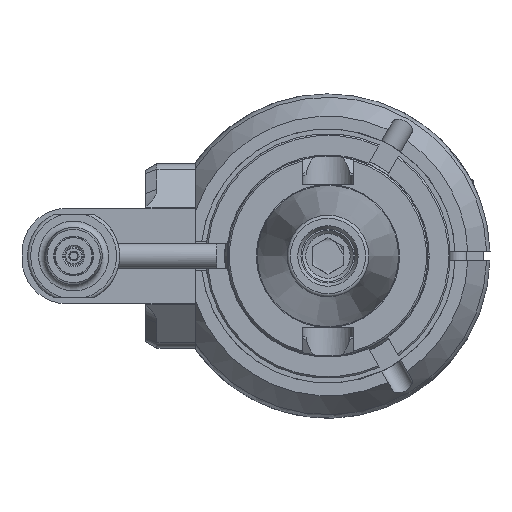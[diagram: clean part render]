
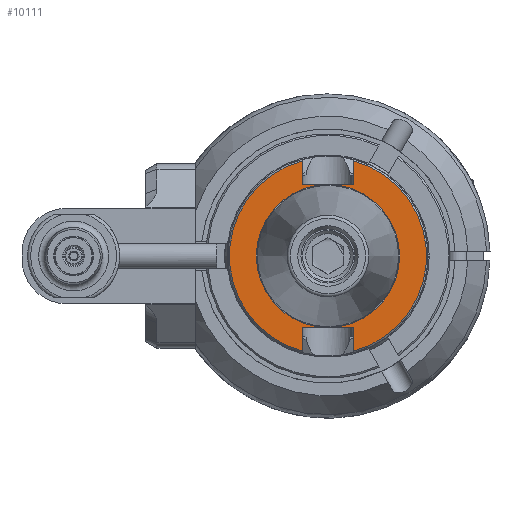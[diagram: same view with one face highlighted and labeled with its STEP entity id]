
A CAD part, left-side view. The second image highlights one B-rep face of the part: STEP entity #10111.
In plain terms, the highlighted face is planar.
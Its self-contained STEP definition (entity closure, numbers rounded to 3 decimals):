
#117=FACE_BOUND('',#1355,.T.);
#383=PLANE('',#10842);
#790=FACE_OUTER_BOUND('',#1354,.T.);
#1354=EDGE_LOOP('',(#7178,#7179,#7180,#7181,#7182,#7183,#7184,#7185));
#1355=EDGE_LOOP('',(#7186));
#1981=CIRCLE('',#10840,22.525);
#1983=CIRCLE('',#10843,31.);
#1984=CIRCLE('',#10844,31.);
#2577=LINE('',#15407,#3412);
#2578=LINE('',#15409,#3413);
#2579=LINE('',#15411,#3414);
#2580=LINE('',#15415,#3415);
#2581=LINE('',#15417,#3416);
#2582=LINE('',#15418,#3417);
#3412=VECTOR('',#12081,7.337);
#3413=VECTOR('',#12082,16.1);
#3414=VECTOR('',#12083,7.337);
#3415=VECTOR('',#12086,7.337);
#3416=VECTOR('',#12087,16.1);
#3417=VECTOR('',#12088,7.337);
#4285=VERTEX_POINT('',#15399);
#4286=VERTEX_POINT('',#15403);
#4287=VERTEX_POINT('',#15404);
#4288=VERTEX_POINT('',#15406);
#4289=VERTEX_POINT('',#15408);
#4290=VERTEX_POINT('',#15410);
#4291=VERTEX_POINT('',#15412);
#4292=VERTEX_POINT('',#15414);
#4293=VERTEX_POINT('',#15416);
#5446=EDGE_CURVE('',#4285,#4285,#1981,.T.);
#5448=EDGE_CURVE('',#4286,#4287,#1983,.T.);
#5449=EDGE_CURVE('',#4288,#4287,#2577,.T.);
#5450=EDGE_CURVE('',#4288,#4289,#2578,.T.);
#5451=EDGE_CURVE('',#4290,#4289,#2579,.T.);
#5452=EDGE_CURVE('',#4290,#4291,#1984,.T.);
#5453=EDGE_CURVE('',#4292,#4291,#2580,.T.);
#5454=EDGE_CURVE('',#4293,#4292,#2581,.T.);
#5455=EDGE_CURVE('',#4286,#4293,#2582,.T.);
#7178=ORIENTED_EDGE('',*,*,#5448,.T.);
#7179=ORIENTED_EDGE('',*,*,#5449,.F.);
#7180=ORIENTED_EDGE('',*,*,#5450,.T.);
#7181=ORIENTED_EDGE('',*,*,#5451,.F.);
#7182=ORIENTED_EDGE('',*,*,#5452,.T.);
#7183=ORIENTED_EDGE('',*,*,#5453,.F.);
#7184=ORIENTED_EDGE('',*,*,#5454,.F.);
#7185=ORIENTED_EDGE('',*,*,#5455,.F.);
#7186=ORIENTED_EDGE('',*,*,#5446,.T.);
#10111=ADVANCED_FACE('',(#790,#117),#383,.F.);
#10840=AXIS2_PLACEMENT_3D('',#15400,#12073,#12074);
#10842=AXIS2_PLACEMENT_3D('',#15402,#12077,#12078);
#10843=AXIS2_PLACEMENT_3D('',#15405,#12079,#12080);
#10844=AXIS2_PLACEMENT_3D('',#15413,#12084,#12085);
#12073=DIRECTION('center_axis',(-1.,0.,0.));
#12074=DIRECTION('ref_axis',(0.,-1.,0.));
#12077=DIRECTION('center_axis',(-1.,0.,0.));
#12078=DIRECTION('ref_axis',(0.,1.,0.));
#12079=DIRECTION('center_axis',(1.,0.,0.));
#12080=DIRECTION('ref_axis',(0.,0.26,-0.966));
#12081=DIRECTION('',(0.,0.,1.));
#12082=DIRECTION('',(0.,-1.,0.));
#12083=DIRECTION('',(0.,0.,-1.));
#12084=DIRECTION('center_axis',(1.,0.,0.));
#12085=DIRECTION('ref_axis',(0.,-0.26,0.966));
#12086=DIRECTION('',(0.,0.,-1.));
#12087=DIRECTION('',(0.,-1.,0.));
#12088=DIRECTION('',(0.,0.,1.));
#15399=CARTESIAN_POINT('',(40.,-22.525,0.));
#15400=CARTESIAN_POINT('Origin',(40.,0.,0.));
#15402=CARTESIAN_POINT('Origin',(40.,22.675,0.));
#15403=CARTESIAN_POINT('',(40.,8.05,-29.937));
#15404=CARTESIAN_POINT('',(40.,8.05,29.937));
#15405=CARTESIAN_POINT('Origin',(40.,0.,0.));
#15406=CARTESIAN_POINT('',(40.,8.05,22.6));
#15407=CARTESIAN_POINT('',(40.,8.05,22.6));
#15408=CARTESIAN_POINT('',(40.,-8.05,22.6));
#15409=CARTESIAN_POINT('',(40.,8.05,22.6));
#15410=CARTESIAN_POINT('',(40.,-8.05,29.937));
#15411=CARTESIAN_POINT('',(40.,-8.05,29.937));
#15412=CARTESIAN_POINT('',(40.,-8.05,-29.937));
#15413=CARTESIAN_POINT('Origin',(40.,0.,0.));
#15414=CARTESIAN_POINT('',(40.,-8.05,-22.6));
#15415=CARTESIAN_POINT('',(40.,-8.05,-22.6));
#15416=CARTESIAN_POINT('',(40.,8.05,-22.6));
#15417=CARTESIAN_POINT('',(40.,8.05,-22.6));
#15418=CARTESIAN_POINT('',(40.,8.05,-29.937));
